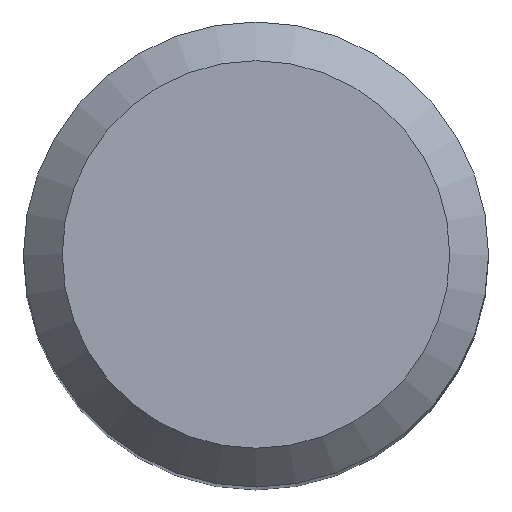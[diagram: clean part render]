
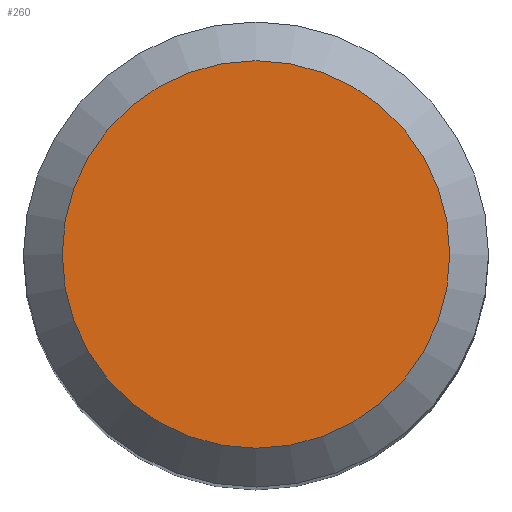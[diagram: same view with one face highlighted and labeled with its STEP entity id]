
A CAD part, top view. The second image highlights one B-rep face of the part: STEP entity #260.
In plain terms, the highlighted planar face has unit normal (0, 0, 1).
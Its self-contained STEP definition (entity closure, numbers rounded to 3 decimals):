
#6 = VERTEX_POINT ( 'NONE', #91 ) ;
#19 = CIRCLE ( 'NONE', #199, 5. ) ;
#33 = EDGE_CURVE ( 'NONE', #6, #6, #19, .T. ) ;
#53 = DIRECTION ( 'NONE',  ( 0., 0., -1. ) ) ;
#68 = CARTESIAN_POINT ( 'NONE',  ( 0., 0., 142. ) ) ;
#84 = EDGE_LOOP ( 'NONE', ( #195 ) ) ;
#91 = CARTESIAN_POINT ( 'NONE',  ( 0., 5., 142. ) ) ;
#130 = DIRECTION ( 'NONE',  ( 0., 1., 0. ) ) ;
#138 = DIRECTION ( 'NONE',  ( 0., 1., 0. ) ) ;
#158 = CARTESIAN_POINT ( 'NONE',  ( 0., 0., 142. ) ) ;
#179 = FACE_OUTER_BOUND ( 'NONE', #84, .T. ) ;
#195 = ORIENTED_EDGE ( 'NONE', *, *, #33, .F. ) ;
#199 = AXIS2_PLACEMENT_3D ( 'NONE', #68, #255, #130 ) ;
#222 = PLANE ( 'NONE',  #267 ) ;
#255 = DIRECTION ( 'NONE',  ( 0., 0., -1. ) ) ;
#260 = ADVANCED_FACE ( 'NONE', ( #179 ), #222, .F. ) ;
#267 = AXIS2_PLACEMENT_3D ( 'NONE', #158, #53, #138 ) ;
